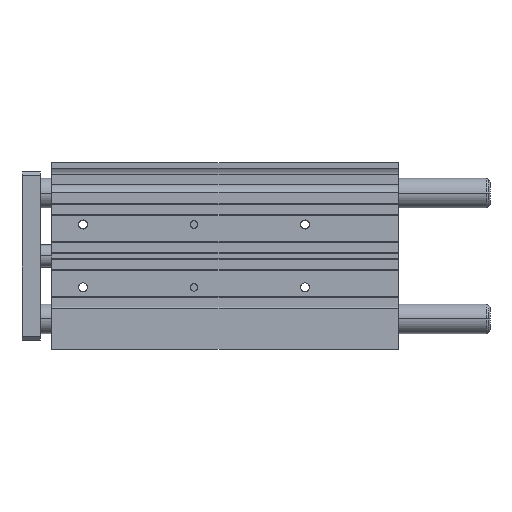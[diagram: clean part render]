
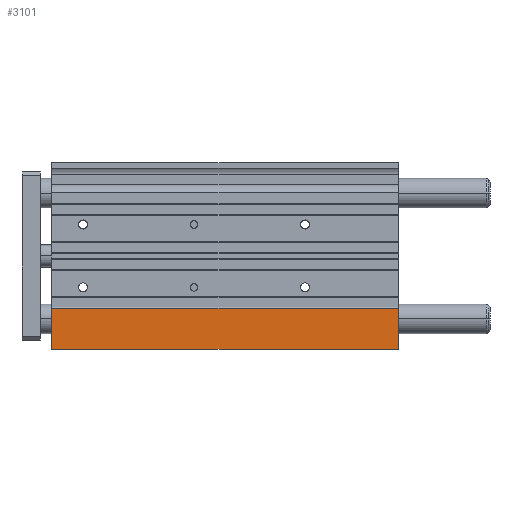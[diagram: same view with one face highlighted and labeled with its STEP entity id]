
A CAD part, top view. The second image highlights one B-rep face of the part: STEP entity #3101.
In plain terms, the highlighted planar face has unit normal (0, 0, 1).
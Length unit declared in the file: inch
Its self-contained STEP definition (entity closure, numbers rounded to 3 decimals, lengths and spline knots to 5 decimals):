
#15 = VERTEX_POINT ( 'NONE', #11613 ) ;
#99 = CARTESIAN_POINT ( 'NONE',  ( 7.38189, -1.11024, 0.82677 ) ) ;
#811 = DIRECTION ( 'NONE',  ( 0., -1., 0. ) ) ;
#1456 = DIRECTION ( 'NONE',  ( -1., 0., 0. ) ) ;
#1469 = CARTESIAN_POINT ( 'NONE',  ( 0., -1.98819, 0.82677 ) ) ;
#1620 = DIRECTION ( 'NONE',  ( 0., -1., 0. ) ) ;
#1653 = VECTOR ( 'NONE', #8152, 39.37008 ) ;
#2112 = CARTESIAN_POINT ( 'NONE',  ( 0., -1.11024, 0.82677 ) ) ;
#2334 = EDGE_CURVE ( 'NONE', #5914, #2930, #8943, .T. ) ;
#2544 = VECTOR ( 'NONE', #1456, 39.37008 ) ;
#2673 = FACE_OUTER_BOUND ( 'NONE', #7823, .T. ) ;
#2729 = DIRECTION ( 'NONE',  ( 0., 0., -1. ) ) ;
#2930 = VERTEX_POINT ( 'NONE', #1469 ) ;
#3101 = ADVANCED_FACE ( 'NONE', ( #2673 ), #9034, .F. ) ;
#3243 = VECTOR ( 'NONE', #1620, 39.37008 ) ;
#3373 = LINE ( 'NONE', #9783, #2544 ) ;
#4209 = ORIENTED_EDGE ( 'NONE', *, *, #4338, .T. ) ;
#4338 = EDGE_CURVE ( 'NONE', #9627, #5914, #3373, .T. ) ;
#4844 = ORIENTED_EDGE ( 'NONE', *, *, #6613, .F. ) ;
#4930 = VECTOR ( 'NONE', #8060, 39.37008 ) ;
#5525 = CARTESIAN_POINT ( 'NONE',  ( 7.38189, -1.98819, 0.82677 ) ) ;
#5914 = VERTEX_POINT ( 'NONE', #2112 ) ;
#6188 = ORIENTED_EDGE ( 'NONE', *, *, #8250, .F. ) ;
#6190 = CARTESIAN_POINT ( 'NONE',  ( 7.38189, -1.11024, 0.82677 ) ) ;
#6613 = EDGE_CURVE ( 'NONE', #15, #2930, #9289, .T. ) ;
#7823 = EDGE_LOOP ( 'NONE', ( #8808, #4844, #6188, #4209 ) ) ;
#8004 = LINE ( 'NONE', #10758, #4930 ) ;
#8060 = DIRECTION ( 'NONE',  ( 0., -1., 0. ) ) ;
#8152 = DIRECTION ( 'NONE',  ( -1., 0., 0. ) ) ;
#8250 = EDGE_CURVE ( 'NONE', #9627, #15, #8004, .T. ) ;
#8808 = ORIENTED_EDGE ( 'NONE', *, *, #2334, .T. ) ;
#8943 = LINE ( 'NONE', #11748, #3243 ) ;
#9034 = PLANE ( 'NONE',  #9913 ) ;
#9289 = LINE ( 'NONE', #5525, #1653 ) ;
#9627 = VERTEX_POINT ( 'NONE', #6190 ) ;
#9783 = CARTESIAN_POINT ( 'NONE',  ( 7.38189, -1.11024, 0.82677 ) ) ;
#9913 = AXIS2_PLACEMENT_3D ( 'NONE', #99, #2729, #811 ) ;
#10758 = CARTESIAN_POINT ( 'NONE',  ( 7.38189, -1.11024, 0.82677 ) ) ;
#11613 = CARTESIAN_POINT ( 'NONE',  ( 7.38189, -1.98819, 0.82677 ) ) ;
#11748 = CARTESIAN_POINT ( 'NONE',  ( 0., -1.11024, 0.82677 ) ) ;
